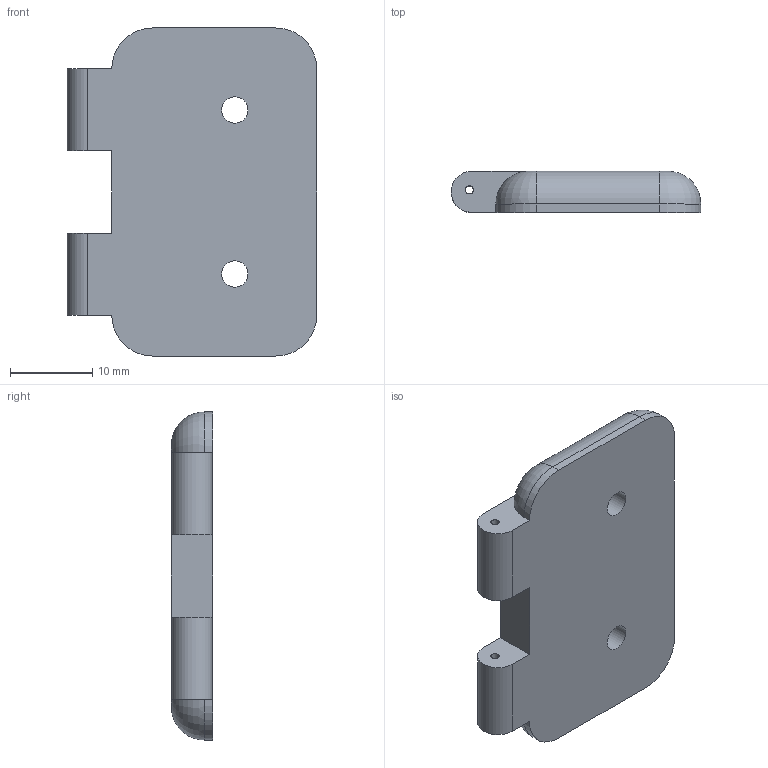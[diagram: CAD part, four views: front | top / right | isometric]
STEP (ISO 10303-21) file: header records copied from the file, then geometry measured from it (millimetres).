
FILE_DESCRIPTION(('STEP AP203'), '1');
FILE_NAME('Hinge_cover', '', ('UNSPECIFIED'), ('UNSPECIFIED'), 'C3D Converter', 'C3D Toolkit', '');
FILE_SCHEMA(('CONFIG_CONTROL_DESIGN'));
Length unit declared in the file: millimetre
Bounding box: 30.44 x 5 x 40 mm (x, y, z)
Volume: 4935.5 mm3; surface area: 2794.7 mm2
Topology: 1 solids, 1 shells, 29 faces, 73 edges, 46 vertices
Faces by surface type: cylinder 13, plane 10, torus 4, cone 2
Full cylindrical faces by diameter (mm): 1 x2, 3.2 x2
Entity records: 1130 total; most frequent: DIRECTION 161, CARTESIAN_POINT 143, ORIENTED_EDGE 134, EDGE_CURVE 67, AXIS2_PLACEMENT_3D 64, VERTEX_POINT 46, EDGE_LOOP 43, CIRCLE 34
